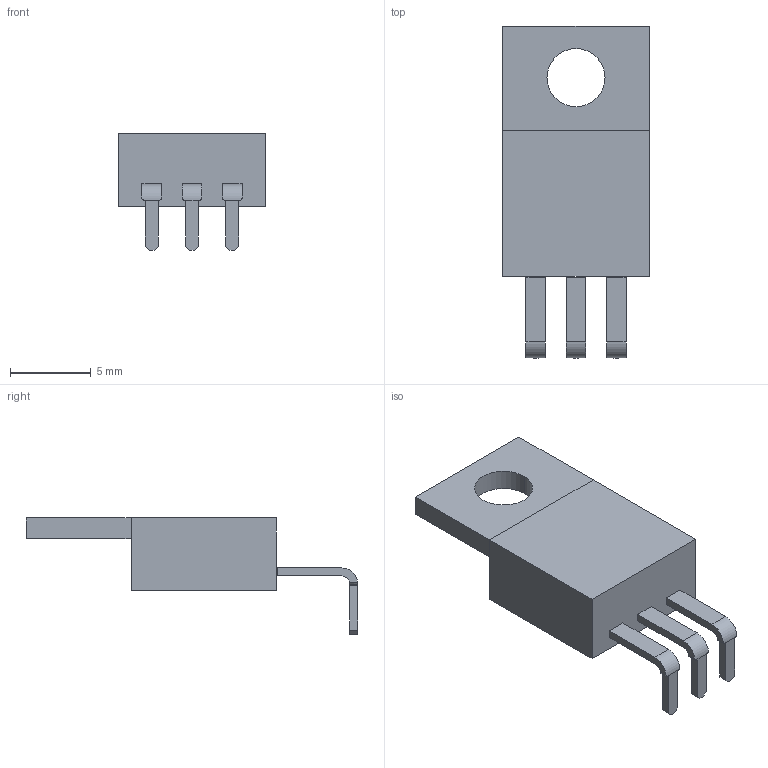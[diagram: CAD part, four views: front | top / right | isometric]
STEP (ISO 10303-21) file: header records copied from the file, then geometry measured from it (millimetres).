
FILE_DESCRIPTION (( 'STEP AP214' ), '1' );
FILE_NAME ('TO220.STEP', '2020-03-29T04:03:33', ( '' ), ( '' ), 'SwSTEP 2.0', 'SolidWorks 2013', '' );
FILE_SCHEMA (( 'AUTOMOTIVE_DESIGN' ));
Length unit declared in the file: millimetre
Products named in the file (4): TO220; trpin; trbody; heatsink
Assembly tree (5 placements, depth 2):
  TO220
    trbody
    heatsink
    trpin  x3
Bounding box: 9.1 x 20.55 x 7.2 mm (x, y, z)
Volume: 445.2 mm3; surface area: 559.4 mm2
Topology: 5 solids, 5 shells, 68 faces, 162 edges, 104 vertices
Faces by surface type: plane 48, cylinder 20
Entity records: 1190 total; most frequent: CARTESIAN_POINT 222, DIRECTION 162, ORIENTED_EDGE 148, EDGE_CURVE 74, VECTOR 58, LINE 58, AXIS2_PLACEMENT_3D 52, VERTEX_POINT 48
